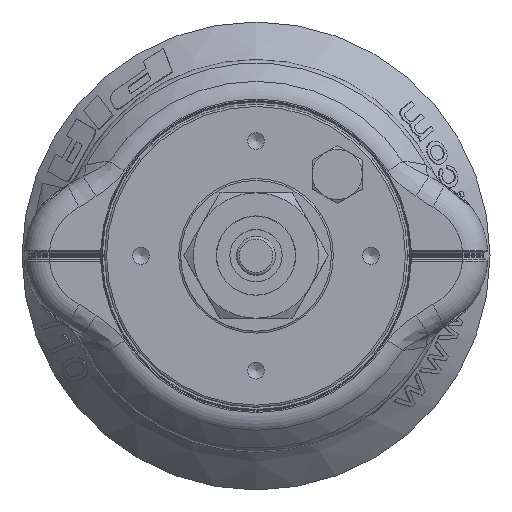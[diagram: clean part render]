
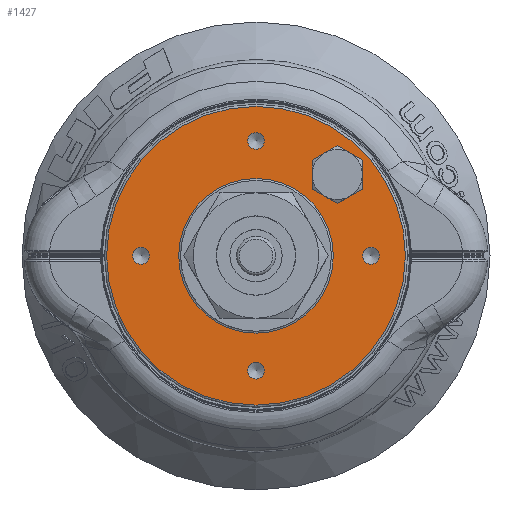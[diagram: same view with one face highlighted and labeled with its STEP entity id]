
A CAD part, top view. The second image highlights one B-rep face of the part: STEP entity #1427.
In plain terms, the highlighted planar face has unit normal (0, 0, 1).
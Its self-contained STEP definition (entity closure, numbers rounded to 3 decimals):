
#1427 = ADVANCED_FACE( '', ( #2923, #2924, #2925, #2926, #2927, #2928, #2929 ), #2930, .F. );
#2923 = FACE_BOUND( '', #10108, .T. );
#2924 = FACE_OUTER_BOUND( '', #10109, .T. );
#2925 = FACE_BOUND( '', #10110, .T. );
#2926 = FACE_BOUND( '', #10111, .T. );
#2927 = FACE_BOUND( '', #10112, .T. );
#2928 = FACE_BOUND( '', #10113, .T. );
#2929 = FACE_BOUND( '', #10114, .T. );
#2930 = PLANE( '', #10115 );
#10108 = EDGE_LOOP( '', ( #18562 ) );
#10109 = EDGE_LOOP( '', ( #18563 ) );
#10110 = EDGE_LOOP( '', ( #18564 ) );
#10111 = EDGE_LOOP( '', ( #18565 ) );
#10112 = EDGE_LOOP( '', ( #18566 ) );
#10113 = EDGE_LOOP( '', ( #18567 ) );
#10114 = EDGE_LOOP( '', ( #18568 ) );
#10115 = AXIS2_PLACEMENT_3D( '', #18569, #18570, #18571 );
#18562 = ORIENTED_EDGE( '', *, *, #24727, .T. );
#18563 = ORIENTED_EDGE( '', *, *, #24228, .T. );
#18564 = ORIENTED_EDGE( '', *, *, #24728, .T. );
#18565 = ORIENTED_EDGE( '', *, *, #24411, .T. );
#18566 = ORIENTED_EDGE( '', *, *, #24695, .T. );
#18567 = ORIENTED_EDGE( '', *, *, #24729, .T. );
#18568 = ORIENTED_EDGE( '', *, *, #24730, .T. );
#18569 = CARTESIAN_POINT( '', ( 0., 0., -7. ) );
#18570 = DIRECTION( '', ( 0., 0., -1. ) );
#18571 = DIRECTION( '', ( -1., 0., 0. ) );
#24228 = EDGE_CURVE( '', #28485, #28485, #28486, .F. );
#24411 = EDGE_CURVE( '', #28751, #28751, #28752, .T. );
#24695 = EDGE_CURVE( '', #29128, #29128, #29129, .T. );
#24727 = EDGE_CURVE( '', #29165, #29165, #29166, .T. );
#24728 = EDGE_CURVE( '', #29167, #29167, #29168, .T. );
#24729 = EDGE_CURVE( '', #29169, #29169, #29170, .T. );
#24730 = EDGE_CURVE( '', #29171, #29171, #29172, .T. );
#28485 = VERTEX_POINT( '', #34180 );
#28486 = CIRCLE( '', #34181, 35.75 );
#28751 = VERTEX_POINT( '', #34867 );
#28752 = CIRCLE( '', #34868, 2. );
#29128 = VERTEX_POINT( '', #36460 );
#29129 = CIRCLE( '', #36461, 2. );
#29165 = VERTEX_POINT( '', #36645 );
#29166 = CIRCLE( '', #36646, 5.1 );
#29167 = VERTEX_POINT( '', #36647 );
#29168 = CIRCLE( '', #36648, 18.5 );
#29169 = VERTEX_POINT( '', #36649 );
#29170 = CIRCLE( '', #36650, 2. );
#29171 = VERTEX_POINT( '', #36651 );
#29172 = CIRCLE( '', #36652, 2. );
#34180 = CARTESIAN_POINT( '', ( -35.75, 0., -7. ) );
#34181 = AXIS2_PLACEMENT_3D( '', #39961, #39962, #39963 );
#34867 = CARTESIAN_POINT( '', ( 0., -29.5, -7. ) );
#34868 = AXIS2_PLACEMENT_3D( '', #40246, #40247, #40248 );
#36460 = CARTESIAN_POINT( '', ( 0., 25.5, -7. ) );
#36461 = AXIS2_PLACEMENT_3D( '', #40618, #40619, #40620 );
#36645 = CARTESIAN_POINT( '', ( 19.445, 24.545, -7. ) );
#36646 = AXIS2_PLACEMENT_3D( '', #40665, #40666, #40667 );
#36647 = CARTESIAN_POINT( '', ( -18.5, 0., -7. ) );
#36648 = AXIS2_PLACEMENT_3D( '', #40668, #40669, #40670 );
#36649 = CARTESIAN_POINT( '', ( 27.5, -2., -7. ) );
#36650 = AXIS2_PLACEMENT_3D( '', #40671, #40672, #40673 );
#36651 = CARTESIAN_POINT( '', ( -27.5, -2., -7. ) );
#36652 = AXIS2_PLACEMENT_3D( '', #40674, #40675, #40676 );
#39961 = CARTESIAN_POINT( '', ( 0., 0., -7. ) );
#39962 = DIRECTION( '', ( 0., 0., -1. ) );
#39963 = DIRECTION( '', ( -1., 0., 0. ) );
#40246 = CARTESIAN_POINT( '', ( 0., -27.5, -7. ) );
#40247 = DIRECTION( '', ( 0., 0., -1. ) );
#40248 = DIRECTION( '', ( 0., -1., 0. ) );
#40618 = CARTESIAN_POINT( '', ( 0., 27.5, -7. ) );
#40619 = DIRECTION( '', ( 0., 0., -1. ) );
#40620 = DIRECTION( '', ( 0., -1., 0. ) );
#40665 = CARTESIAN_POINT( '', ( 19.445, 19.445, -7. ) );
#40666 = DIRECTION( '', ( 0., 0., -1. ) );
#40667 = DIRECTION( '', ( 0., 1., 0. ) );
#40668 = CARTESIAN_POINT( '', ( 0., 0., -7. ) );
#40669 = DIRECTION( '', ( 0., 0., -1. ) );
#40670 = DIRECTION( '', ( -1., 0., 0. ) );
#40671 = CARTESIAN_POINT( '', ( 27.5, 0., -7. ) );
#40672 = DIRECTION( '', ( 0., 0., -1. ) );
#40673 = DIRECTION( '', ( 0., -1., 0. ) );
#40674 = CARTESIAN_POINT( '', ( -27.5, 0., -7. ) );
#40675 = DIRECTION( '', ( 0., 0., -1. ) );
#40676 = DIRECTION( '', ( 0., -1., 0. ) );
